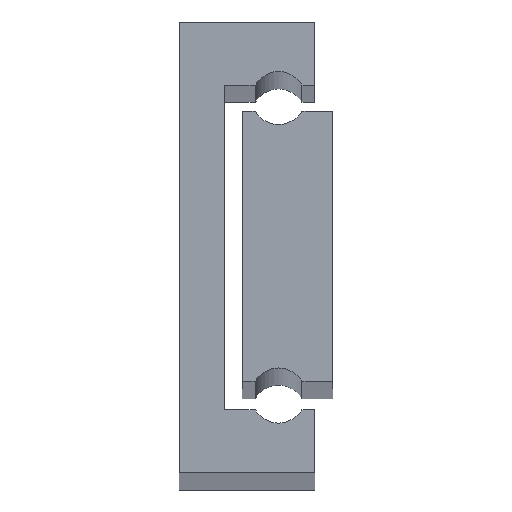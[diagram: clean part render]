
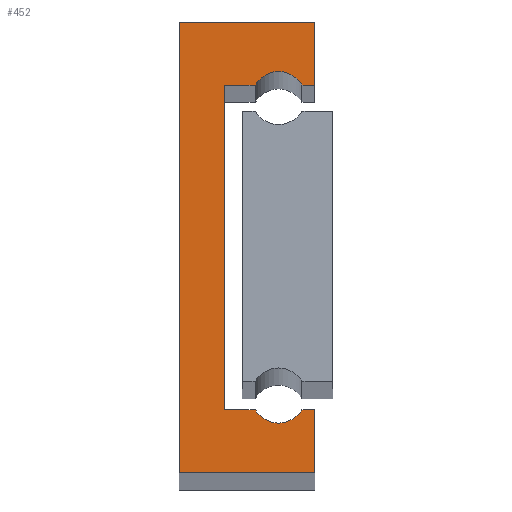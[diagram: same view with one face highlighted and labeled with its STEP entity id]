
A CAD part, top view. The second image highlights one B-rep face of the part: STEP entity #452.
In plain terms, the highlighted planar face has unit normal (0, 0, 1).
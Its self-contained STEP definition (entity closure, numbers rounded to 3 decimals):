
#5 = ORIENTED_EDGE ( 'NONE', *, *, #1829, .T. ) ;
#45 = LINE ( 'NONE', #245, #1542 ) ;
#112 = EDGE_CURVE ( 'NONE', #680, #439, #638, .T. ) ;
#122 = CARTESIAN_POINT ( 'NONE',  ( 0., 50., 550. ) ) ;
#126 = ORIENTED_EDGE ( 'NONE', *, *, #940, .T. ) ;
#139 = DIRECTION ( 'NONE',  ( 1., 0., 0. ) ) ;
#143 = ORIENTED_EDGE ( 'NONE', *, *, #1514, .T. ) ;
#146 = CARTESIAN_POINT ( 'NONE',  ( 5., 7., 550. ) ) ;
#169 = VECTOR ( 'NONE', #1850, 1000. ) ;
#173 = ORIENTED_EDGE ( 'NONE', *, *, #319, .T. ) ;
#178 = DIRECTION ( 'NONE',  ( -1., 0., 0. ) ) ;
#245 = CARTESIAN_POINT ( 'NONE',  ( 15., 0., 550. ) ) ;
#246 = ORIENTED_EDGE ( 'NONE', *, *, #1976, .T. ) ;
#252 = VERTEX_POINT ( 'NONE', #364 ) ;
#283 = EDGE_CURVE ( 'NONE', #1971, #1457, #864, .T. ) ;
#319 = EDGE_CURVE ( 'NONE', #1457, #1907, #1467, .T. ) ;
#362 = CIRCLE ( 'NONE', #931, 3. ) ;
#364 = CARTESIAN_POINT ( 'NONE',  ( 15., 0., 550. ) ) ;
#431 = ORIENTED_EDGE ( 'NONE', *, *, #112, .T. ) ;
#436 = DIRECTION ( 'NONE',  ( 0., -1., 0. ) ) ;
#439 = VERTEX_POINT ( 'NONE', #1238 ) ;
#452 = ADVANCED_FACE ( 'NONE', ( #471 ), #777, .F. ) ;
#455 = CARTESIAN_POINT ( 'NONE',  ( 8.402, 43., 550. ) ) ;
#456 = VECTOR ( 'NONE', #139, 1000. ) ;
#471 = FACE_OUTER_BOUND ( 'NONE', #1847, .T. ) ;
#479 = DIRECTION ( 'NONE',  ( 1., 0., 0. ) ) ;
#518 = VECTOR ( 'NONE', #1905, 1000. ) ;
#526 = EDGE_CURVE ( 'NONE', #1394, #1910, #1551, .T. ) ;
#553 = VECTOR ( 'NONE', #479, 1000. ) ;
#562 = ORIENTED_EDGE ( 'NONE', *, *, #283, .T. ) ;
#575 = CARTESIAN_POINT ( 'NONE',  ( 15., 50., 550. ) ) ;
#620 = CARTESIAN_POINT ( 'NONE',  ( 15., 7., 550. ) ) ;
#638 = LINE ( 'NONE', #620, #1426 ) ;
#655 = CARTESIAN_POINT ( 'NONE',  ( 5., 43., 550. ) ) ;
#680 = VERTEX_POINT ( 'NONE', #1600 ) ;
#742 = DIRECTION ( 'NONE',  ( 1., 0., 0. ) ) ;
#765 = LINE ( 'NONE', #1239, #553 ) ;
#770 = CARTESIAN_POINT ( 'NONE',  ( 15., 43., 550. ) ) ;
#777 = PLANE ( 'NONE',  #1740 ) ;
#794 = DIRECTION ( 'NONE',  ( 0., 0., -1. ) ) ;
#848 = VERTEX_POINT ( 'NONE', #1502 ) ;
#851 = ORIENTED_EDGE ( 'NONE', *, *, #1179, .T. ) ;
#864 = LINE ( 'NONE', #1657, #456 ) ;
#895 = VECTOR ( 'NONE', #178, 1000. ) ;
#901 = CARTESIAN_POINT ( 'NONE',  ( 13.598, 43., 550. ) ) ;
#926 = CARTESIAN_POINT ( 'NONE',  ( 11., 41.5, 550. ) ) ;
#931 = AXIS2_PLACEMENT_3D ( 'NONE', #1830, #1820, #1985 ) ;
#940 = EDGE_CURVE ( 'NONE', #439, #1394, #362, .T. ) ;
#964 = CIRCLE ( 'NONE', #1182, 3. ) ;
#1033 = CARTESIAN_POINT ( 'NONE',  ( 15., 50., 550. ) ) ;
#1083 = LINE ( 'NONE', #1221, #169 ) ;
#1141 = ORIENTED_EDGE ( 'NONE', *, *, #1251, .T. ) ;
#1150 = ORIENTED_EDGE ( 'NONE', *, *, #526, .T. ) ;
#1156 = VERTEX_POINT ( 'NONE', #1580 ) ;
#1164 = CARTESIAN_POINT ( 'NONE',  ( 8.402, 7., 550. ) ) ;
#1167 = VERTEX_POINT ( 'NONE', #655 ) ;
#1179 = EDGE_CURVE ( 'NONE', #1907, #1342, #1751, .T. ) ;
#1182 = AXIS2_PLACEMENT_3D ( 'NONE', #1248, #794, #1402 ) ;
#1186 = LINE ( 'NONE', #1810, #1416 ) ;
#1202 = ORIENTED_EDGE ( 'NONE', *, *, #1841, .T. ) ;
#1207 = DIRECTION ( 'NONE',  ( -1., 0., 0. ) ) ;
#1221 = CARTESIAN_POINT ( 'NONE',  ( 5., 7., 550. ) ) ;
#1238 = CARTESIAN_POINT ( 'NONE',  ( 13.598, 7., 550. ) ) ;
#1239 = CARTESIAN_POINT ( 'NONE',  ( 0., 0., 550. ) ) ;
#1248 = CARTESIAN_POINT ( 'NONE',  ( 11., 41.5, 550. ) ) ;
#1251 = EDGE_CURVE ( 'NONE', #1156, #1971, #964, .T. ) ;
#1257 = DIRECTION ( 'NONE',  ( 0., 1., 0. ) ) ;
#1289 = CARTESIAN_POINT ( 'NONE',  ( 0., 50., 550. ) ) ;
#1308 = VECTOR ( 'NONE', #1625, 1000. ) ;
#1342 = VERTEX_POINT ( 'NONE', #122 ) ;
#1372 = CARTESIAN_POINT ( 'NONE',  ( 8.402, 7., 550. ) ) ;
#1387 = DIRECTION ( 'NONE',  ( -1., 0., 0. ) ) ;
#1394 = VERTEX_POINT ( 'NONE', #1164 ) ;
#1402 = DIRECTION ( 'NONE',  ( -1., 0., 0. ) ) ;
#1416 = VECTOR ( 'NONE', #436, 1000. ) ;
#1426 = VECTOR ( 'NONE', #1387, 1000. ) ;
#1457 = VERTEX_POINT ( 'NONE', #770 ) ;
#1467 = LINE ( 'NONE', #1033, #1308 ) ;
#1469 = ORIENTED_EDGE ( 'NONE', *, *, #1567, .T. ) ;
#1502 = CARTESIAN_POINT ( 'NONE',  ( 0., 0., 550. ) ) ;
#1514 = EDGE_CURVE ( 'NONE', #1167, #1156, #1818, .T. ) ;
#1542 = VECTOR ( 'NONE', #1257, 1000. ) ;
#1551 = LINE ( 'NONE', #1372, #895 ) ;
#1567 = EDGE_CURVE ( 'NONE', #252, #680, #45, .T. ) ;
#1580 = CARTESIAN_POINT ( 'NONE',  ( 8.402, 43., 550. ) ) ;
#1600 = CARTESIAN_POINT ( 'NONE',  ( 15., 7., 550. ) ) ;
#1625 = DIRECTION ( 'NONE',  ( 0., 1., 0. ) ) ;
#1657 = CARTESIAN_POINT ( 'NONE',  ( 15., 43., 550. ) ) ;
#1719 = DIRECTION ( 'NONE',  ( 0., 0., -1. ) ) ;
#1740 = AXIS2_PLACEMENT_3D ( 'NONE', #926, #1719, #1207 ) ;
#1751 = LINE ( 'NONE', #1289, #518 ) ;
#1810 = CARTESIAN_POINT ( 'NONE',  ( 0., 0., 550. ) ) ;
#1818 = LINE ( 'NONE', #455, #1903 ) ;
#1820 = DIRECTION ( 'NONE',  ( 0., 0., -1. ) ) ;
#1829 = EDGE_CURVE ( 'NONE', #848, #252, #765, .T. ) ;
#1830 = CARTESIAN_POINT ( 'NONE',  ( 11., 8.5, 550. ) ) ;
#1841 = EDGE_CURVE ( 'NONE', #1910, #1167, #1083, .T. ) ;
#1847 = EDGE_LOOP ( 'NONE', ( #246, #5, #1469, #431, #126, #1150, #1202, #143, #1141, #562, #173, #851 ) ) ;
#1850 = DIRECTION ( 'NONE',  ( 0., 1., 0. ) ) ;
#1903 = VECTOR ( 'NONE', #742, 1000. ) ;
#1905 = DIRECTION ( 'NONE',  ( -1., 0., 0. ) ) ;
#1907 = VERTEX_POINT ( 'NONE', #575 ) ;
#1910 = VERTEX_POINT ( 'NONE', #146 ) ;
#1971 = VERTEX_POINT ( 'NONE', #901 ) ;
#1976 = EDGE_CURVE ( 'NONE', #1342, #848, #1186, .T. ) ;
#1985 = DIRECTION ( 'NONE',  ( 1., 0., 0. ) ) ;
